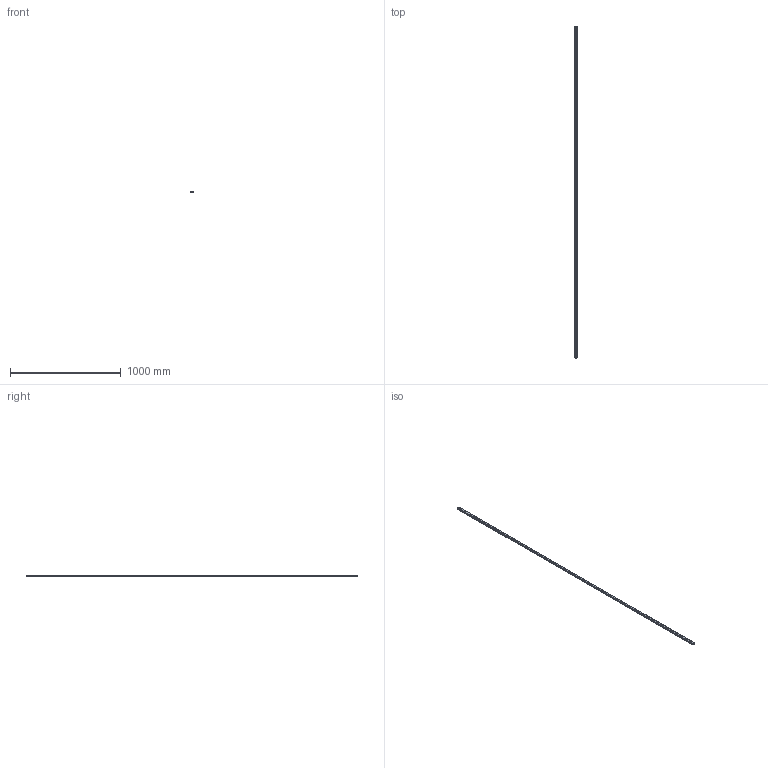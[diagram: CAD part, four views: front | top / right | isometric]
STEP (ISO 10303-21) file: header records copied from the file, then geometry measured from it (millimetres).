
FILE_DESCRIPTION(('STEP AP214'),'1');
FILE_NAME('cctmp_C6F6D863-FA7E-4EB4-B89F-4D0523AE6C8B_2021_02_04_11_00_35_0037..stp','2021-02-04T10:00:35',('HIWIN GmbH'),('CADClick - www.CADClick.com'),'Spatial InterOp 3D',' ','unknown authorization');
FILE_SCHEMA(('AUTOMOTIVE_DESIGN'));
Length unit declared in the file: millimetre
Products named in the file (1): EGR20R3000C_FILE
Bounding box: 20 x 3000 x 15.5 mm (x, y, z)
Volume: 805058 mm3; surface area: 239874.9 mm2
Topology: 1 solids, 1 shells, 703 faces, 1591 edges, 994 vertices
Faces by surface type: plane 385, cylinder 318
Entity records: 25449 total; most frequent: DIRECTION 3835, CARTESIAN_POINT 3289, ORIENTED_EDGE 3182, EDGE_CURVE 1591, AXIS2_PLACEMENT_3D 1540, VERTEX_POINT 994, EDGE_LOOP 807, LINE 755
